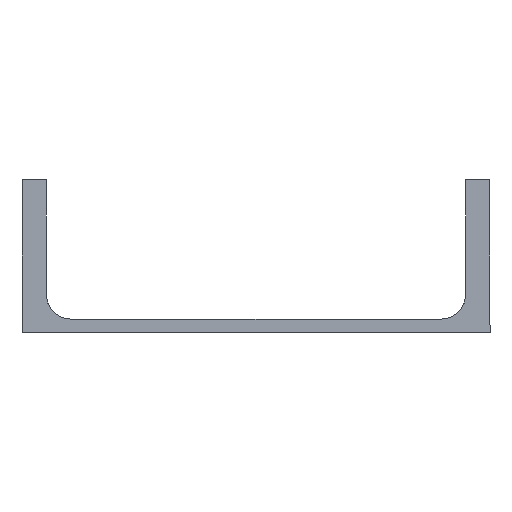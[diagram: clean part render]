
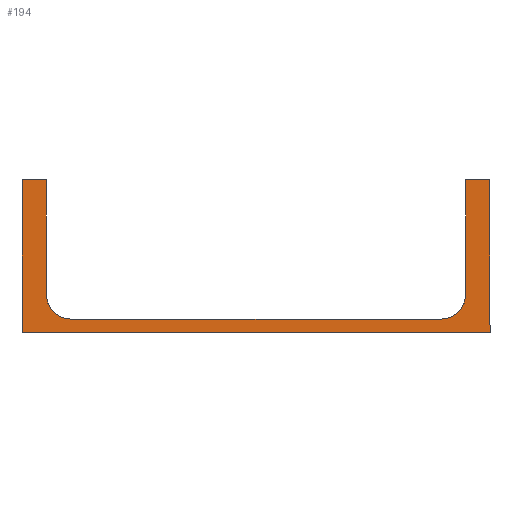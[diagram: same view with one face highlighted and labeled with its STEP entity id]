
A CAD part, left-side view. The second image highlights one B-rep face of the part: STEP entity #194.
In plain terms, the highlighted planar face has unit normal (-1, 0, 0).
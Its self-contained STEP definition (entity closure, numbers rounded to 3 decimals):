
#23 = VERTEX_POINT ( 'NONE', #413 ) ;
#27 = EDGE_CURVE ( 'NONE', #819, #679, #376, .T. ) ;
#37 = ORIENTED_EDGE ( 'NONE', *, *, #424, .F. ) ;
#43 = EDGE_CURVE ( 'NONE', #410, #326, #1003, .T. ) ;
#49 = CARTESIAN_POINT ( 'NONE',  ( -1457.5, -115., 61.3 ) ) ;
#50 = CARTESIAN_POINT ( 'NONE',  ( -1457.5, -115., -13.7 ) ) ;
#60 = DIRECTION ( 'NONE',  ( -1., 0., 0. ) ) ;
#72 = VERTEX_POINT ( 'NONE', #212 ) ;
#86 = LINE ( 'NONE', #334, #325 ) ;
#92 = VECTOR ( 'NONE', #949, 1000. ) ;
#117 = CARTESIAN_POINT ( 'NONE',  ( -1457.5, -115., 61.3 ) ) ;
#128 = VERTEX_POINT ( 'NONE', #943 ) ;
#145 = DIRECTION ( 'NONE',  ( 0., 1., 0. ) ) ;
#148 = ORIENTED_EDGE ( 'NONE', *, *, #577, .F. ) ;
#156 = CARTESIAN_POINT ( 'NONE',  ( -1457.5, 115., 61.3 ) ) ;
#164 = LINE ( 'NONE', #639, #92 ) ;
#186 = AXIS2_PLACEMENT_3D ( 'NONE', #552, #60, #858 ) ;
#194 = ADVANCED_FACE ( 'NONE', ( #959 ), #736, .T. ) ;
#212 = CARTESIAN_POINT ( 'NONE',  ( -1457.5, 103., 61.3 ) ) ;
#222 = VECTOR ( 'NONE', #745, 1000. ) ;
#223 = VECTOR ( 'NONE', #303, 1000. ) ;
#242 = ORIENTED_EDGE ( 'NONE', *, *, #874, .T. ) ;
#261 = CARTESIAN_POINT ( 'NONE',  ( -1457.5, 91., -7.2 ) ) ;
#262 = DIRECTION ( 'NONE',  ( 0., -1., 0. ) ) ;
#290 = DIRECTION ( 'NONE',  ( 0., 1., 0. ) ) ;
#295 = DIRECTION ( 'NONE',  ( 0., 0., 1. ) ) ;
#303 = DIRECTION ( 'NONE',  ( 0., -1., 0. ) ) ;
#319 = ORIENTED_EDGE ( 'NONE', *, *, #321, .F. ) ;
#321 = EDGE_CURVE ( 'NONE', #671, #72, #511, .T. ) ;
#325 = VECTOR ( 'NONE', #893, 1000. ) ;
#326 = VERTEX_POINT ( 'NONE', #117 ) ;
#334 = CARTESIAN_POINT ( 'NONE',  ( -1457.5, 115., -13.7 ) ) ;
#376 = CIRCLE ( 'NONE', #430, 12. ) ;
#387 = CARTESIAN_POINT ( 'NONE',  ( -1457.5, -115., -13.7 ) ) ;
#396 = VECTOR ( 'NONE', #295, 1000. ) ;
#397 = CIRCLE ( 'NONE', #186, 12. ) ;
#403 = CARTESIAN_POINT ( 'NONE',  ( -1457.5, -103., 4.8 ) ) ;
#409 = CARTESIAN_POINT ( 'NONE',  ( -1457.5, -91., 4.8 ) ) ;
#410 = VERTEX_POINT ( 'NONE', #50 ) ;
#412 = CARTESIAN_POINT ( 'NONE',  ( -1457.5, 115., -13.7 ) ) ;
#413 = CARTESIAN_POINT ( 'NONE',  ( -1457.5, -91., -7.2 ) ) ;
#423 = LINE ( 'NONE', #886, #894 ) ;
#424 = EDGE_CURVE ( 'NONE', #23, #549, #397, .T. ) ;
#430 = AXIS2_PLACEMENT_3D ( 'NONE', #698, #947, #290 ) ;
#473 = ORIENTED_EDGE ( 'NONE', *, *, #887, .T. ) ;
#495 = DIRECTION ( 'NONE',  ( -1., 0., 0. ) ) ;
#496 = ORIENTED_EDGE ( 'NONE', *, *, #43, .T. ) ;
#504 = EDGE_CURVE ( 'NONE', #819, #23, #546, .T. ) ;
#507 = ORIENTED_EDGE ( 'NONE', *, *, #597, .T. ) ;
#511 = LINE ( 'NONE', #821, #222 ) ;
#522 = ORIENTED_EDGE ( 'NONE', *, *, #27, .T. ) ;
#546 = LINE ( 'NONE', #1011, #223 ) ;
#549 = VERTEX_POINT ( 'NONE', #403 ) ;
#552 = CARTESIAN_POINT ( 'NONE',  ( -1457.5, -91., 4.8 ) ) ;
#562 = ORIENTED_EDGE ( 'NONE', *, *, #1020, .F. ) ;
#577 = EDGE_CURVE ( 'NONE', #587, #671, #86, .T. ) ;
#587 = VERTEX_POINT ( 'NONE', #412 ) ;
#597 = EDGE_CURVE ( 'NONE', #128, #549, #423, .T. ) ;
#604 = VECTOR ( 'NONE', #845, 1000. ) ;
#629 = ORIENTED_EDGE ( 'NONE', *, *, #504, .F. ) ;
#639 = CARTESIAN_POINT ( 'NONE',  ( -1457.5, 103., 61.3 ) ) ;
#671 = VERTEX_POINT ( 'NONE', #156 ) ;
#679 = VERTEX_POINT ( 'NONE', #957 ) ;
#698 = CARTESIAN_POINT ( 'NONE',  ( -1457.5, 91., 4.8 ) ) ;
#726 = EDGE_LOOP ( 'NONE', ( #37, #629, #522, #562, #319, #148, #473, #496, #242, #507 ) ) ;
#729 = DIRECTION ( 'NONE',  ( 0., 0., -1. ) ) ;
#736 = PLANE ( 'NONE',  #920 ) ;
#745 = DIRECTION ( 'NONE',  ( 0., -1., 0. ) ) ;
#819 = VERTEX_POINT ( 'NONE', #261 ) ;
#821 = CARTESIAN_POINT ( 'NONE',  ( -1457.5, 115., 61.3 ) ) ;
#842 = LINE ( 'NONE', #49, #973 ) ;
#845 = DIRECTION ( 'NONE',  ( 0., -1., 0. ) ) ;
#858 = DIRECTION ( 'NONE',  ( 0., -1., 0. ) ) ;
#874 = EDGE_CURVE ( 'NONE', #326, #128, #842, .T. ) ;
#886 = CARTESIAN_POINT ( 'NONE',  ( -1457.5, -103., 61.3 ) ) ;
#887 = EDGE_CURVE ( 'NONE', #587, #410, #998, .T. ) ;
#893 = DIRECTION ( 'NONE',  ( 0., 0., 1. ) ) ;
#894 = VECTOR ( 'NONE', #729, 1000. ) ;
#920 = AXIS2_PLACEMENT_3D ( 'NONE', #409, #495, #262 ) ;
#924 = CARTESIAN_POINT ( 'NONE',  ( -1457.5, 115., -13.7 ) ) ;
#943 = CARTESIAN_POINT ( 'NONE',  ( -1457.5, -103., 61.3 ) ) ;
#947 = DIRECTION ( 'NONE',  ( 1., 0., 0. ) ) ;
#949 = DIRECTION ( 'NONE',  ( 0., 0., -1. ) ) ;
#957 = CARTESIAN_POINT ( 'NONE',  ( -1457.5, 103., 4.8 ) ) ;
#959 = FACE_OUTER_BOUND ( 'NONE', #726, .T. ) ;
#973 = VECTOR ( 'NONE', #145, 1000. ) ;
#998 = LINE ( 'NONE', #924, #604 ) ;
#1003 = LINE ( 'NONE', #387, #396 ) ;
#1011 = CARTESIAN_POINT ( 'NONE',  ( -1457.5, 91., -7.2 ) ) ;
#1020 = EDGE_CURVE ( 'NONE', #72, #679, #164, .T. ) ;
